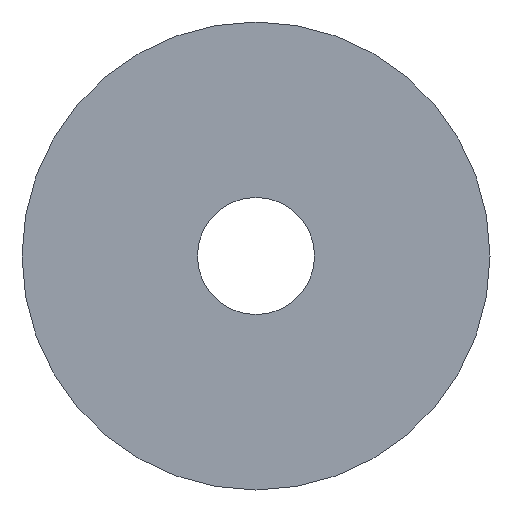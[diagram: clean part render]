
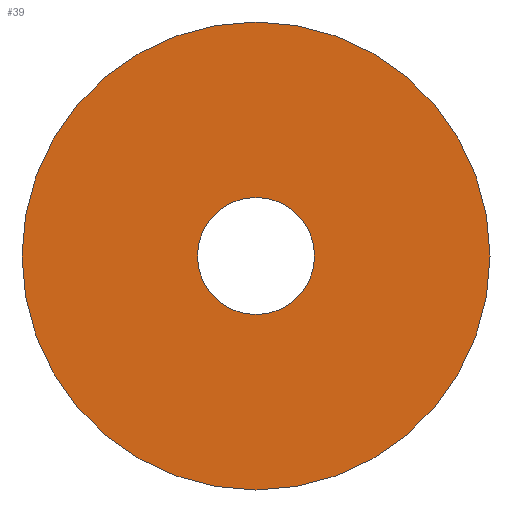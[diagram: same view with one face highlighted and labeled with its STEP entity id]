
A CAD part, left-side view. The second image highlights one B-rep face of the part: STEP entity #39.
In plain terms, the highlighted planar face has unit normal (-1, 0, 0).
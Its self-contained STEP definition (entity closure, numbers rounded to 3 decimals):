
#16 = DIRECTION ( 'NONE',  ( 1., 0., 0. ) ) ;
#28 = CIRCLE ( 'NONE', #55, 5. ) ;
#33 = DIRECTION ( 'NONE',  ( -1., 0., 0. ) ) ;
#39 = ADVANCED_FACE ( 'NONE', ( #264, #173 ), #259, .F. ) ;
#48 = CARTESIAN_POINT ( 'NONE',  ( 0., 0., 20. ) ) ;
#49 = ORIENTED_EDGE ( 'NONE', *, *, #242, .T. ) ;
#51 = CARTESIAN_POINT ( 'NONE',  ( 0., 0., 0. ) ) ;
#55 = AXIS2_PLACEMENT_3D ( 'NONE', #186, #143, #75 ) ;
#73 = CARTESIAN_POINT ( 'NONE',  ( 0., 0., 0. ) ) ;
#75 = DIRECTION ( 'NONE',  ( 0., 0., 1. ) ) ;
#94 = CIRCLE ( 'NONE', #227, 20. ) ;
#106 = ORIENTED_EDGE ( 'NONE', *, *, #129, .F. ) ;
#120 = DIRECTION ( 'NONE',  ( 0., 0., 1. ) ) ;
#123 = CARTESIAN_POINT ( 'NONE',  ( 0., 0., -20. ) ) ;
#124 = EDGE_LOOP ( 'NONE', ( #222, #49 ) ) ;
#129 = EDGE_CURVE ( 'NONE', #177, #153, #154, .T. ) ;
#135 = CARTESIAN_POINT ( 'NONE',  ( 0., 0., 0. ) ) ;
#143 = DIRECTION ( 'NONE',  ( -1., 0., 0. ) ) ;
#153 = VERTEX_POINT ( 'NONE', #204 ) ;
#154 = CIRCLE ( 'NONE', #223, 5. ) ;
#156 = CARTESIAN_POINT ( 'NONE',  ( 0., 0., -5. ) ) ;
#157 = DIRECTION ( 'NONE',  ( 0., 0., 1. ) ) ;
#162 = AXIS2_PLACEMENT_3D ( 'NONE', #176, #16, #198 ) ;
#173 = FACE_OUTER_BOUND ( 'NONE', #124, .T. ) ;
#174 = CIRCLE ( 'NONE', #213, 20. ) ;
#176 = CARTESIAN_POINT ( 'NONE',  ( 0., 20., 0. ) ) ;
#177 = VERTEX_POINT ( 'NONE', #156 ) ;
#186 = CARTESIAN_POINT ( 'NONE',  ( 0., 0., 0. ) ) ;
#195 = VERTEX_POINT ( 'NONE', #123 ) ;
#198 = DIRECTION ( 'NONE',  ( 0., 0., -1. ) ) ;
#199 = ORIENTED_EDGE ( 'NONE', *, *, #207, .F. ) ;
#204 = CARTESIAN_POINT ( 'NONE',  ( 0., 0., 5. ) ) ;
#207 = EDGE_CURVE ( 'NONE', #153, #177, #28, .T. ) ;
#212 = EDGE_LOOP ( 'NONE', ( #199, #106 ) ) ;
#213 = AXIS2_PLACEMENT_3D ( 'NONE', #73, #33, #120 ) ;
#222 = ORIENTED_EDGE ( 'NONE', *, *, #255, .T. ) ;
#223 = AXIS2_PLACEMENT_3D ( 'NONE', #135, #225, #157 ) ;
#225 = DIRECTION ( 'NONE',  ( -1., 0., 0. ) ) ;
#227 = AXIS2_PLACEMENT_3D ( 'NONE', #51, #231, #233 ) ;
#231 = DIRECTION ( 'NONE',  ( -1., 0., 0. ) ) ;
#233 = DIRECTION ( 'NONE',  ( 0., 0., 1. ) ) ;
#239 = VERTEX_POINT ( 'NONE', #48 ) ;
#242 = EDGE_CURVE ( 'NONE', #195, #239, #94, .T. ) ;
#255 = EDGE_CURVE ( 'NONE', #239, #195, #174, .T. ) ;
#259 = PLANE ( 'NONE',  #162 ) ;
#264 = FACE_BOUND ( 'NONE', #212, .T. ) ;
